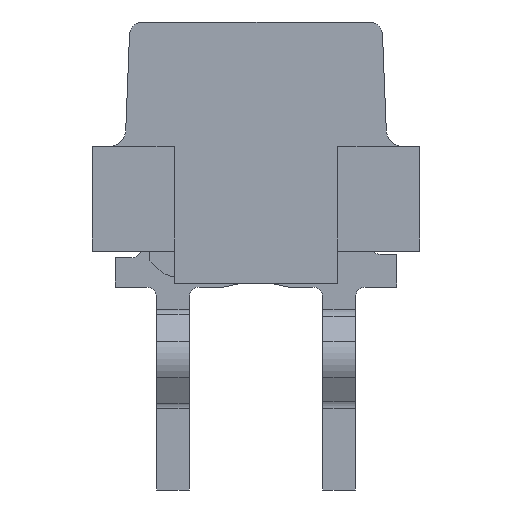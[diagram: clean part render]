
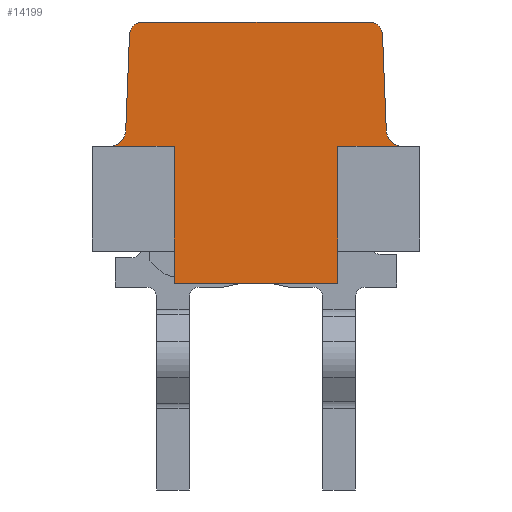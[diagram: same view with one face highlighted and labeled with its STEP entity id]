
A CAD part, left-side view. The second image highlights one B-rep face of the part: STEP entity #14199.
In plain terms, the highlighted planar face has unit normal (-1, 0, 0).
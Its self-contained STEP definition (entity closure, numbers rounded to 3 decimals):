
#453=FACE_OUTER_BOUND('',#1215,.T.);
#1215=EDGE_LOOP('',(#11008,#11009,#11010,#11011,#11012,#11013,#11014,#11015,
#11016,#11017,#11018,#11019,#11020,#11021));
#1686=LINE('',#19474,#3546);
#2475=LINE('',#21198,#4335);
#2515=LINE('',#21279,#4375);
#2714=LINE('',#21729,#4574);
#2729=LINE('',#21755,#4589);
#2730=LINE('',#21759,#4590);
#2731=LINE('',#21760,#4591);
#2732=LINE('',#21762,#4592);
#2733=LINE('',#21764,#4593);
#2734=LINE('',#21768,#4594);
#3546=VECTOR('',#15664,3.465);
#4335=VECTOR('',#16977,0.5);
#4375=VECTOR('',#17039,2.5);
#4574=VECTOR('',#17442,0.5);
#4589=VECTOR('',#17477,1.469);
#4590=VECTOR('',#17480,0.99);
#4591=VECTOR('',#17481,1.6);
#4592=VECTOR('',#17482,1.6);
#4593=VECTOR('',#17483,0.99);
#4594=VECTOR('',#17486,1.469);
#5398=CIRCLE('',#14670,0.2);
#5499=CIRCLE('',#15057,0.25);
#5500=CIRCLE('',#15058,0.25);
#5501=CIRCLE('',#15059,0.2);
#5640=VERTEX_POINT('',#19467);
#5641=VERTEX_POINT('',#19469);
#5642=VERTEX_POINT('',#19473);
#6009=VERTEX_POINT('',#20366);
#6040=VERTEX_POINT('',#20431);
#6315=VERTEX_POINT('',#21196);
#6345=VERTEX_POINT('',#21277);
#6495=VERTEX_POINT('',#21754);
#6496=VERTEX_POINT('',#21756);
#6497=VERTEX_POINT('',#21758);
#6498=VERTEX_POINT('',#21761);
#6499=VERTEX_POINT('',#21763);
#6500=VERTEX_POINT('',#21765);
#6501=VERTEX_POINT('',#21767);
#7029=EDGE_CURVE('',#5641,#5640,#5398,.T.);
#7031=EDGE_CURVE('',#5642,#5641,#1686,.T.);
#7892=EDGE_CURVE('',#6009,#6315,#2475,.T.);
#7932=EDGE_CURVE('',#6315,#6345,#2515,.T.);
#8159=EDGE_CURVE('',#6040,#6345,#2714,.T.);
#8174=EDGE_CURVE('',#5640,#6495,#2729,.T.);
#8175=EDGE_CURVE('',#6495,#6496,#5499,.T.);
#8176=EDGE_CURVE('',#6497,#6496,#2730,.T.);
#8177=EDGE_CURVE('',#6497,#6009,#2731,.T.);
#8178=EDGE_CURVE('',#6498,#6040,#2732,.T.);
#8179=EDGE_CURVE('',#6499,#6498,#2733,.T.);
#8180=EDGE_CURVE('',#6499,#6500,#5500,.T.);
#8181=EDGE_CURVE('',#6500,#6501,#2734,.T.);
#8182=EDGE_CURVE('',#6501,#5642,#5501,.T.);
#11008=ORIENTED_EDGE('',*,*,#7029,.T.);
#11009=ORIENTED_EDGE('',*,*,#8174,.T.);
#11010=ORIENTED_EDGE('',*,*,#8175,.T.);
#11011=ORIENTED_EDGE('',*,*,#8176,.F.);
#11012=ORIENTED_EDGE('',*,*,#8177,.T.);
#11013=ORIENTED_EDGE('',*,*,#7892,.T.);
#11014=ORIENTED_EDGE('',*,*,#7932,.T.);
#11015=ORIENTED_EDGE('',*,*,#8159,.F.);
#11016=ORIENTED_EDGE('',*,*,#8178,.F.);
#11017=ORIENTED_EDGE('',*,*,#8179,.F.);
#11018=ORIENTED_EDGE('',*,*,#8180,.T.);
#11019=ORIENTED_EDGE('',*,*,#8181,.T.);
#11020=ORIENTED_EDGE('',*,*,#8182,.T.);
#11021=ORIENTED_EDGE('',*,*,#7031,.T.);
#13536=PLANE('',#15056);
#14199=ADVANCED_FACE('',(#453),#13536,.T.);
#14670=AXIS2_PLACEMENT_3D('',#19470,#15659,#15660);
#15056=AXIS2_PLACEMENT_3D('',#21753,#17475,#17476);
#15057=AXIS2_PLACEMENT_3D('',#21757,#17478,#17479);
#15058=AXIS2_PLACEMENT_3D('',#21766,#17484,#17485);
#15059=AXIS2_PLACEMENT_3D('',#21769,#17487,#17488);
#15659=DIRECTION('center_axis',(-1.,0.,0.));
#15660=DIRECTION('ref_axis',(0.,0.,1.));
#15664=DIRECTION('',(0.,1.,0.));
#16977=DIRECTION('',(0.,0.,-1.));
#17039=DIRECTION('',(0.,-1.,0.));
#17442=DIRECTION('',(0.,0.,-1.));
#17475=DIRECTION('center_axis',(-1.,0.,0.));
#17476=DIRECTION('ref_axis',(0.,-1.,0.));
#17477=DIRECTION('',(0.,0.039,-0.999));
#17478=DIRECTION('center_axis',(1.,0.,0.));
#17479=DIRECTION('ref_axis',(0.,-0.999,-0.039));
#17480=DIRECTION('',(0.,1.,0.));
#17481=DIRECTION('',(0.,0.,-1.));
#17482=DIRECTION('',(0.,0.,-1.));
#17483=DIRECTION('',(0.,1.,0.));
#17484=DIRECTION('center_axis',(1.,0.,0.));
#17485=DIRECTION('ref_axis',(0.,0.,-1.));
#17486=DIRECTION('',(0.,0.039,0.999));
#17487=DIRECTION('center_axis',(-1.,0.,0.));
#17488=DIRECTION('ref_axis',(0.,-0.999,0.039));
#19467=CARTESIAN_POINT('',(-5.315,1.933,-0.192));
#19469=CARTESIAN_POINT('',(-5.315,1.733,0.));
#19470=CARTESIAN_POINT('Origin',(-5.315,1.733,-0.2));
#19473=CARTESIAN_POINT('',(-5.315,-1.733,0.));
#19474=CARTESIAN_POINT('',(-5.315,-1.733,0.));
#20366=CARTESIAN_POINT('',(-5.315,1.25,-3.5));
#20431=CARTESIAN_POINT('',(-5.315,-1.25,-3.5));
#21196=CARTESIAN_POINT('',(-5.315,1.25,-4.));
#21198=CARTESIAN_POINT('',(-5.315,1.25,-3.5));
#21277=CARTESIAN_POINT('',(-5.315,-1.25,-4.));
#21279=CARTESIAN_POINT('',(-5.315,1.25,-4.));
#21729=CARTESIAN_POINT('',(-5.315,-1.25,-3.5));
#21753=CARTESIAN_POINT('Origin',(-5.315,0.,-4.));
#21754=CARTESIAN_POINT('',(-5.315,1.991,-1.66));
#21755=CARTESIAN_POINT('',(-5.315,1.933,-0.192));
#21756=CARTESIAN_POINT('',(-5.315,2.24,-1.9));
#21757=CARTESIAN_POINT('Origin',(-5.315,2.24,-1.65));
#21758=CARTESIAN_POINT('',(-5.315,1.25,-1.9));
#21759=CARTESIAN_POINT('',(-5.315,1.25,-1.9));
#21760=CARTESIAN_POINT('',(-5.315,1.25,-1.9));
#21761=CARTESIAN_POINT('',(-5.315,-1.25,-1.9));
#21762=CARTESIAN_POINT('',(-5.315,-1.25,-1.9));
#21763=CARTESIAN_POINT('',(-5.315,-2.24,-1.9));
#21764=CARTESIAN_POINT('',(-5.315,-2.24,-1.9));
#21765=CARTESIAN_POINT('',(-5.315,-1.991,-1.66));
#21766=CARTESIAN_POINT('Origin',(-5.315,-2.24,-1.65));
#21767=CARTESIAN_POINT('',(-5.315,-1.933,-0.192));
#21768=CARTESIAN_POINT('',(-5.315,-1.991,-1.66));
#21769=CARTESIAN_POINT('Origin',(-5.315,-1.733,-0.2));
